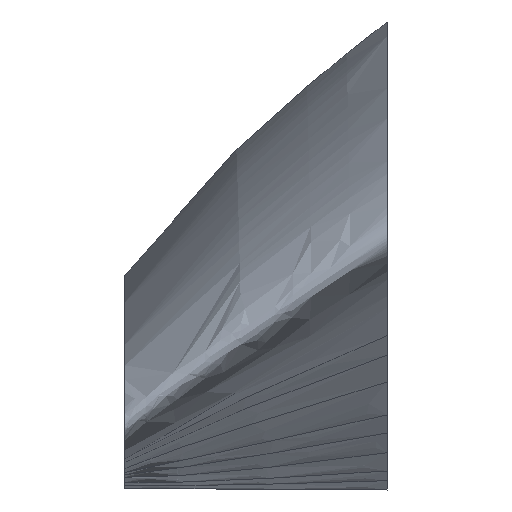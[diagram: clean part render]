
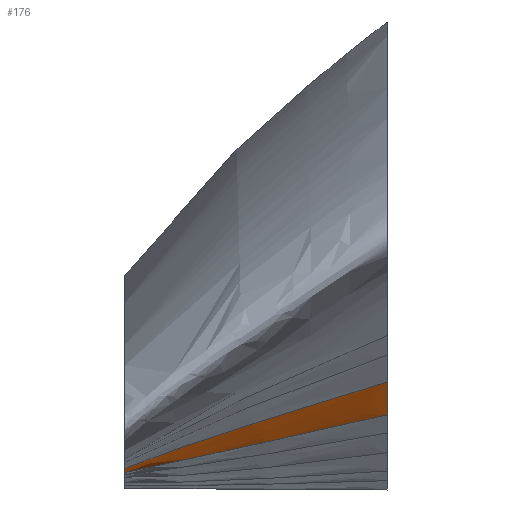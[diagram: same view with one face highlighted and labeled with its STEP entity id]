
A CAD part, top view. The second image highlights one B-rep face of the part: STEP entity #176.
In plain terms, the highlighted free-form (B-spline) face has degree [3, 3] with [7, 12] control points.
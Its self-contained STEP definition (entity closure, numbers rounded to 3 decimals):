
#16=CIRCLE('',#189,6000.);
#20=B_SPLINE_SURFACE_WITH_KNOTS('',3,3,((#825,#826,#827,#828,#829,#830,
#831,#832,#833,#834,#835,#836),(#837,#838,#839,#840,#841,#842,#843,#844,
#845,#846,#847,#848),(#849,#850,#851,#852,#853,#854,#855,#856,#857,#858,
#859,#860),(#861,#862,#863,#864,#865,#866,#867,#868,#869,#870,#871,#872),
(#873,#874,#875,#876,#877,#878,#879,#880,#881,#882,#883,#884),(#885,#886,
#887,#888,#889,#890,#891,#892,#893,#894,#895,#896),(#897,#898,#899,#900,
#901,#902,#903,#904,#905,#906,#907,#908)),.UNSPECIFIED.,.F.,.F.,.F.,(4,
1,1,1,4),(4,1,1,1,1,1,1,1,1,4),(0.,0.286,0.571,
0.857,1.),(0.887,0.894,
0.895,0.913,0.93,0.933,
0.966,0.969,0.984,1.),
 .UNSPECIFIED.);
#30=FACE_OUTER_BOUND('',#41,.T.);
#41=EDGE_LOOP('',(#131,#132,#133,#134));
#53=B_SPLINE_CURVE_WITH_KNOTS('',3,(#689,#690,#691,#692,#693,#694),
 .UNSPECIFIED.,.F.,.F.,(4,2,4),(0.,6.534,13.086),
 .UNSPECIFIED.);
#59=B_SPLINE_CURVE_WITH_KNOTS('',3,(#782,#783,#784,#785,#786,#787,#788),
 .UNSPECIFIED.,.F.,.F.,(4,1,1,1,4),(280.409,282.578,294.738,
306.883,318.413),.UNSPECIFIED.);
#61=B_SPLINE_CURVE_WITH_KNOTS('',3,(#910,#911,#912,#913,#914,#915,#916),
 .UNSPECIFIED.,.F.,.F.,(4,1,1,1,4),(280.493,282.176,292.354,
301.881,310.25),.UNSPECIFIED.);
#76=VERTEX_POINT('',#681);
#77=VERTEX_POINT('',#688);
#82=VERTEX_POINT('',#781);
#84=VERTEX_POINT('',#909);
#94=EDGE_CURVE('',#77,#76,#53,.T.);
#100=EDGE_CURVE('',#77,#82,#59,.T.);
#103=EDGE_CURVE('',#76,#84,#61,.T.);
#104=EDGE_CURVE('',#84,#82,#16,.T.);
#131=ORIENTED_EDGE('',*,*,#94,.T.);
#132=ORIENTED_EDGE('',*,*,#103,.T.);
#133=ORIENTED_EDGE('',*,*,#104,.T.);
#134=ORIENTED_EDGE('',*,*,#100,.F.);
#176=ADVANCED_FACE('',(#30),#20,.F.);
#189=AXIS2_PLACEMENT_3D('',#917,#199,#200);
#199=DIRECTION('center_axis',(-1.,0.,0.));
#200=DIRECTION('ref_axis',(0.,-0.998,0.067));
#681=CARTESIAN_POINT('',(-2447.,48.801,-912.42));
#688=CARTESIAN_POINT('',(-2447.,33.933,-1042.314));
#689=CARTESIAN_POINT('Ctrl Pts',(-2447.,33.933,-1042.314));
#690=CARTESIAN_POINT('Ctrl Pts',(-2447.,36.771,-1020.72));
#691=CARTESIAN_POINT('Ctrl Pts',(-2447.,39.419,-999.363));
#692=CARTESIAN_POINT('Ctrl Pts',(-2447.,44.423,-955.556));
#693=CARTESIAN_POINT('Ctrl Pts',(-2447.,46.64,-934.352));
#694=CARTESIAN_POINT('Ctrl Pts',(-2447.,48.801,-912.42));
#781=CARTESIAN_POINT('',(-2567.,6.898,-684.223));
#782=CARTESIAN_POINT('Ctrl Pts',(-2447.,33.933,-1042.314));
#783=CARTESIAN_POINT('Ctrl Pts',(-2450.3,33.159,-1035.92));
#784=CARTESIAN_POINT('Ctrl Pts',(-2471.677,28.195,-993.465));
#785=CARTESIAN_POINT('Ctrl Pts',(-2506.495,20.572,-912.688));
#786=CARTESIAN_POINT('Ctrl Pts',(-2545.285,10.85,-799.678));
#787=CARTESIAN_POINT('Ctrl Pts',(-2557.175,11.434,-721.099));
#788=CARTESIAN_POINT('Ctrl Pts',(-2567.,6.898,-684.223));
#825=CARTESIAN_POINT('Ctrl Pts',(-2443.995,49.729,-917.342));
#826=CARTESIAN_POINT('Ctrl Pts',(-2447.258,48.721,-912.026));
#827=CARTESIAN_POINT('Ctrl Pts',(-2451.112,47.533,-905.633));
#828=CARTESIAN_POINT('Ctrl Pts',(-2462.766,43.942,-885.884));
#829=CARTESIAN_POINT('Ctrl Pts',(-2478.54,39.088,-857.839));
#830=CARTESIAN_POINT('Ctrl Pts',(-2494.009,34.191,-828.026));
#831=CARTESIAN_POINT('Ctrl Pts',(-2514.921,27.334,-786.004));
#832=CARTESIAN_POINT('Ctrl Pts',(-2529.241,22.306,-755.052));
#833=CARTESIAN_POINT('Ctrl Pts',(-2544.678,17.43,-712.297));
#834=CARTESIAN_POINT('Ctrl Pts',(-2553.751,14.836,-682.831));
#835=CARTESIAN_POINT('Ctrl Pts',(-2562.316,11.223,-656.193));
#836=CARTESIAN_POINT('Ctrl Pts',(-2567.336,8.47,-643.123));
#837=CARTESIAN_POINT('Ctrl Pts',(-2444.175,48.475,-929.095));
#838=CARTESIAN_POINT('Ctrl Pts',(-2447.449,47.487,-923.653));
#839=CARTESIAN_POINT('Ctrl Pts',(-2451.315,46.321,-917.103));
#840=CARTESIAN_POINT('Ctrl Pts',(-2463.003,42.802,-896.851));
#841=CARTESIAN_POINT('Ctrl Pts',(-2478.812,38.055,-868.034));
#842=CARTESIAN_POINT('Ctrl Pts',(-2494.295,33.28,-837.327));
#843=CARTESIAN_POINT('Ctrl Pts',(-2515.207,26.599,-794.013));
#844=CARTESIAN_POINT('Ctrl Pts',(-2529.501,21.704,-762.076));
#845=CARTESIAN_POINT('Ctrl Pts',(-2544.864,17.004,-718.041));
#846=CARTESIAN_POINT('Ctrl Pts',(-2553.874,14.528,-687.724));
#847=CARTESIAN_POINT('Ctrl Pts',(-2562.359,11.02,-660.353));
#848=CARTESIAN_POINT('Ctrl Pts',(-2567.333,8.319,-646.93));
#849=CARTESIAN_POINT('Ctrl Pts',(-2444.626,45.871,-952.409));
#850=CARTESIAN_POINT('Ctrl Pts',(-2447.934,44.916,-946.718));
#851=CARTESIAN_POINT('Ctrl Pts',(-2451.84,43.791,-939.857));
#852=CARTESIAN_POINT('Ctrl Pts',(-2463.647,40.4,-918.61));
#853=CARTESIAN_POINT('Ctrl Pts',(-2479.614,35.838,-888.277));
#854=CARTESIAN_POINT('Ctrl Pts',(-2495.206,31.27,-855.811));
#855=CARTESIAN_POINT('Ctrl Pts',(-2516.205,24.889,-809.944));
#856=CARTESIAN_POINT('Ctrl Pts',(-2530.438,20.256,-776.037));
#857=CARTESIAN_POINT('Ctrl Pts',(-2545.432,16.046,-729.458));
#858=CARTESIAN_POINT('Ctrl Pts',(-2554.164,13.888,-697.481));
#859=CARTESIAN_POINT('Ctrl Pts',(-2562.44,10.608,-668.677));
#860=CARTESIAN_POINT('Ctrl Pts',(-2567.327,8.01,-654.545));
#861=CARTESIAN_POINT('Ctrl Pts',(-2445.425,41.577,-987.495));
#862=CARTESIAN_POINT('Ctrl Pts',(-2448.8,40.671,-981.427));
#863=CARTESIAN_POINT('Ctrl Pts',(-2452.787,39.606,-974.097));
#864=CARTESIAN_POINT('Ctrl Pts',(-2464.844,36.398,-951.354));
#865=CARTESIAN_POINT('Ctrl Pts',(-2481.163,32.094,-918.748));
#866=CARTESIAN_POINT('Ctrl Pts',(-2497.023,27.818,-883.635));
#867=CARTESIAN_POINT('Ctrl Pts',(-2518.27,21.859,-833.917));
#868=CARTESIAN_POINT('Ctrl Pts',(-2532.403,17.645,-797.004));
#869=CARTESIAN_POINT('Ctrl Pts',(-2546.549,14.393,-746.571));
#870=CARTESIAN_POINT('Ctrl Pts',(-2554.67,12.842,-712.121));
#871=CARTESIAN_POINT('Ctrl Pts',(-2562.555,9.959,-681.177));
#872=CARTESIAN_POINT('Ctrl Pts',(-2567.318,7.525,-665.965));
#873=CARTESIAN_POINT('Ctrl Pts',(-2446.066,37.549,-1017.977));
#874=CARTESIAN_POINT('Ctrl Pts',(-2449.494,36.691,-1011.576));
#875=CARTESIAN_POINT('Ctrl Pts',(-2453.544,35.685,-1003.83));
#876=CARTESIAN_POINT('Ctrl Pts',(-2465.795,32.661,-979.755));
#877=CARTESIAN_POINT('Ctrl Pts',(-2482.383,28.624,-945.112));
#878=CARTESIAN_POINT('Ctrl Pts',(-2498.444,24.654,-907.627));
#879=CARTESIAN_POINT('Ctrl Pts',(-2519.873,19.142,-854.463));
#880=CARTESIAN_POINT('Ctrl Pts',(-2533.927,15.338,-814.882));
#881=CARTESIAN_POINT('Ctrl Pts',(-2547.44,12.913,-761.051));
#882=CARTESIAN_POINT('Ctrl Pts',(-2555.097,11.893,-724.418));
#883=CARTESIAN_POINT('Ctrl Pts',(-2562.661,9.379,-691.616));
#884=CARTESIAN_POINT('Ctrl Pts',(-2567.311,7.104,-675.485));
#885=CARTESIAN_POINT('Ctrl Pts',(-2446.382,34.937,-1036.979));
#886=CARTESIAN_POINT('Ctrl Pts',(-2449.833,34.113,-1030.368));
#887=CARTESIAN_POINT('Ctrl Pts',(-2453.909,33.15,-1022.36));
#888=CARTESIAN_POINT('Ctrl Pts',(-2466.238,30.261,-997.439));
#889=CARTESIAN_POINT('Ctrl Pts',(-2482.922,26.43,-961.494));
#890=CARTESIAN_POINT('Ctrl Pts',(-2499.043,22.7,-922.49));
#891=CARTESIAN_POINT('Ctrl Pts',(-2520.515,17.537,-867.131));
#892=CARTESIAN_POINT('Ctrl Pts',(-2534.528,14.016,-825.872));
#893=CARTESIAN_POINT('Ctrl Pts',(-2547.838,12.021,-769.901));
#894=CARTESIAN_POINT('Ctrl Pts',(-2555.331,11.287,-731.869));
#895=CARTESIAN_POINT('Ctrl Pts',(-2562.736,9.007,-697.891));
#896=CARTESIAN_POINT('Ctrl Pts',(-2567.305,6.844,-681.197));
#897=CARTESIAN_POINT('Ctrl Pts',(-2446.477,34.049,-1043.375));
#898=CARTESIAN_POINT('Ctrl Pts',(-2449.934,33.237,-1036.694));
#899=CARTESIAN_POINT('Ctrl Pts',(-2454.017,32.289,-1028.597));
#900=CARTESIAN_POINT('Ctrl Pts',(-2466.365,29.449,-1003.391));
#901=CARTESIAN_POINT('Ctrl Pts',(-2483.071,25.692,-967.006));
#902=CARTESIAN_POINT('Ctrl Pts',(-2499.204,22.049,-927.488));
#903=CARTESIAN_POINT('Ctrl Pts',(-2520.678,17.013,-871.389));
#904=CARTESIAN_POINT('Ctrl Pts',(-2534.679,13.59,-829.566));
#905=CARTESIAN_POINT('Ctrl Pts',(-2547.949,11.727,-772.874));
#906=CARTESIAN_POINT('Ctrl Pts',(-2555.406,11.081,-734.366));
#907=CARTESIAN_POINT('Ctrl Pts',(-2562.763,8.88,-699.988));
#908=CARTESIAN_POINT('Ctrl Pts',(-2567.303,6.756,-683.104));
#909=CARTESIAN_POINT('',(-2567.,8.654,-644.));
#910=CARTESIAN_POINT('Ctrl Pts',(-2447.,48.801,-912.42));
#911=CARTESIAN_POINT('Ctrl Pts',(-2449.875,47.915,-907.683));
#912=CARTESIAN_POINT('Ctrl Pts',(-2469.907,41.741,-874.152));
#913=CARTESIAN_POINT('Ctrl Pts',(-2503.113,31.534,-811.88));
#914=CARTESIAN_POINT('Ctrl Pts',(-2541.899,17.835,-727.522));
#915=CARTESIAN_POINT('Ctrl Pts',(-2557.245,13.955,-669.591));
#916=CARTESIAN_POINT('Ctrl Pts',(-2567.,8.654,-644.));
#917=CARTESIAN_POINT('Origin',(-2567.,-5986.484,-402.5));
